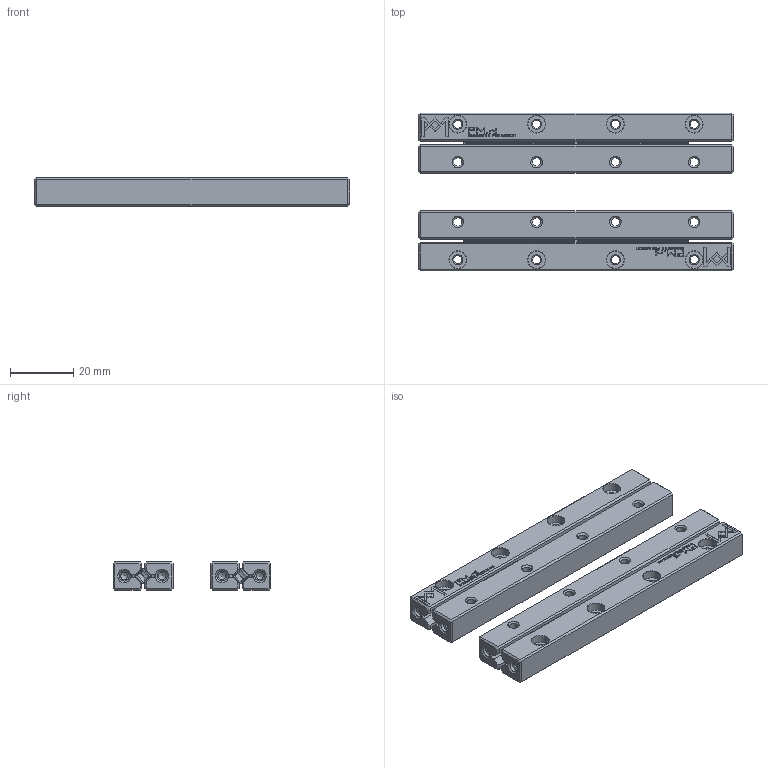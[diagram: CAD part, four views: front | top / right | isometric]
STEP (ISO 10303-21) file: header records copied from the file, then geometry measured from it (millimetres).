
FILE_DESCRIPTION(/* description */ (''),/* implementation_level */ '2;1');
FILE_NAME(/* name */ 'Set RNG-4100x14KRE-ACC_stp.stp',/* time_stamp */ '2025-05-02T14:28:00+02:00',/* author */ (''),/* organization */ (''),/* preprocessor_version */ 'ST-DEVELOPER v16.7',/* originating_system */ 'SIEMENS PLM Software NX 12.0',/* authorisation */ '');
FILE_SCHEMA (('AUTOMOTIVE_DESIGN { 1 0 10303 214 3 1 1 1 }'));
Products named in the file (1): Set RNG-4100x14KRE-ACC_stp
Bounding box: 100 x 50 x 9 mm (x, y, z)
Volume: 29378.9 mm3; surface area: 24452.1 mm2
Topology: 44 solids, 44 shells, 4060 faces, 11346 edges, 7498 vertices
Faces by surface type: plane 2496, cylinder 744, bspline 360, torus 232, cone 136, extrusion 92
Full cylindrical faces by diameter (mm): 0.5 x128, 1.5 x8, 2 x28, 2.26 x8, 2.65 x16, 3.2 x8, 4 x28, 5.5 x16
Entity records: 142654 total; most frequent: CARTESIAN_POINT 33253, ORIENTED_EDGE 21680, DIRECTION 19106, EDGE_CURVE 10840, VECTOR 7576, LINE 7484, VERTEX_POINT 7372, AXIS2_PLACEMENT_3D 5765
